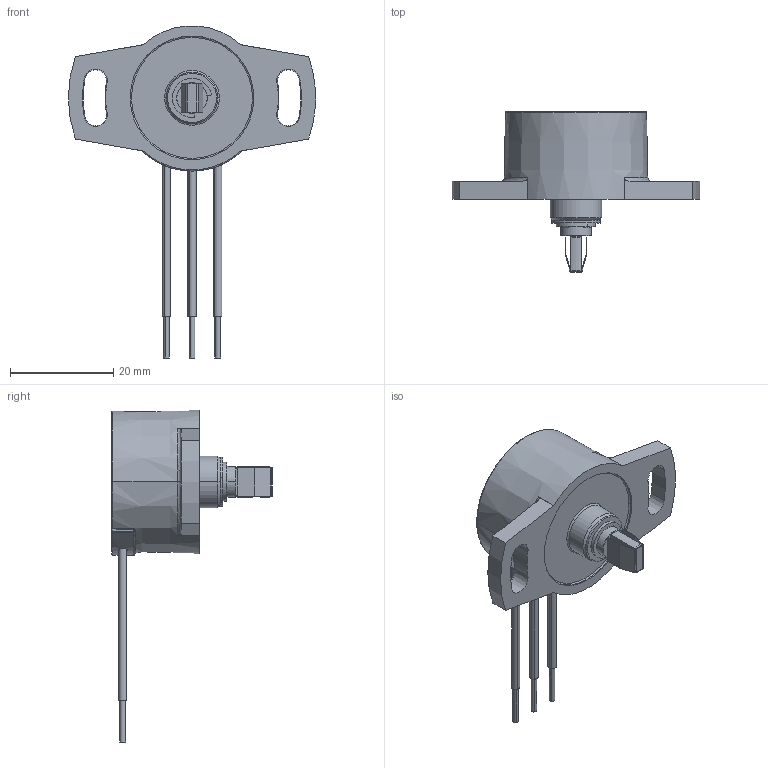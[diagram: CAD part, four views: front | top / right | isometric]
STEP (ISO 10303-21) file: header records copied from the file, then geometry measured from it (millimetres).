
FILE_DESCRIPTION (( 'STEP AP214' ), '1' );
FILE_NAME ('SP2821_SP2841.STEP', '2008-12-11T10:37:18', ( 'novotechnik' ), ( 'novotechnik' ), 'SwSTEP 2.0', 'SolidWorks 2008', '' );
FILE_SCHEMA (( 'AUTOMOTIVE_DESIGN' ));
Length unit declared in the file: millimetre
Products named in the file (1): SP2821_SP2841
Bounding box: 48 x 31.18 x 64.45 mm (x, y, z)
Surface area: 4863.8 mm2 (no closed solid volume)
Topology: 0 solids, 10 shells, 154 faces, 435 edges, 286 vertices
Faces by surface type: cylinder 52, plane 44, cone 30, torus 18, bspline 6, sphere 4
Entity records: 7076 total; most frequent: CARTESIAN_POINT 1431, DIRECTION 864, ORIENTED_EDGE 757, EDGE_CURVE 433, AXIS2_PLACEMENT_3D 355, VERTEX_POINT 286, CIRCLE 206, EDGE_LOOP 171
